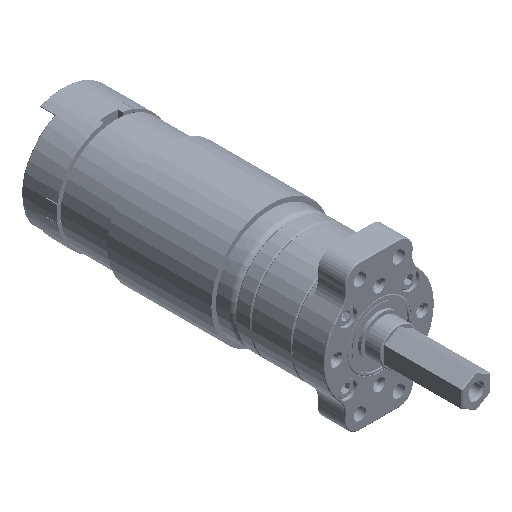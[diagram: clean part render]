
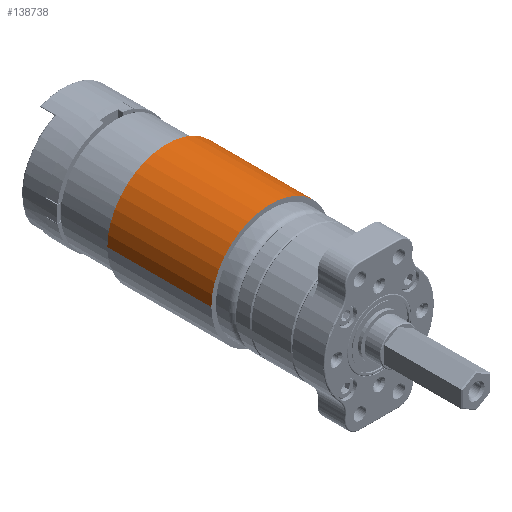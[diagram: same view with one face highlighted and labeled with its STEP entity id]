
A CAD part, isometric view. The second image highlights one B-rep face of the part: STEP entity #138738.
In plain terms, the highlighted cylindrical face has radius 19.5 mm (diameter 39 mm), a partial arc.
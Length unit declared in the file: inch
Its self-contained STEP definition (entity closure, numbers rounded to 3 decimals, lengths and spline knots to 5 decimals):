
#4715 = CARTESIAN_POINT ( 'NONE',  ( 0., 0., 0.62205 ) ) ;
#11246 = CARTESIAN_POINT ( 'NONE',  ( 0.76367, -0.07874, 0. ) ) ;
#23994 = CARTESIAN_POINT ( 'NONE',  ( -0.76772, 0., 1.96063 ) ) ;
#25615 = DIRECTION ( 'NONE',  ( -1., 0., 0. ) ) ;
#51774 = EDGE_CURVE ( 'NONE', #110952, #112331, #126220, .T. ) ;
#51965 = EDGE_CURVE ( 'NONE', #155537, #163101, #159787, .T. ) ;
#52837 = VECTOR ( 'NONE', #157696, 39.37008 ) ;
#62830 = CARTESIAN_POINT ( 'NONE',  ( 0.76367, -0.07874, 0.62205 ) ) ;
#64264 = CARTESIAN_POINT ( 'NONE',  ( -0.76772, 0., -0.2815 ) ) ;
#64957 = CARTESIAN_POINT ( 'NONE',  ( 0., 0., 1.96063 ) ) ;
#81605 = DIRECTION ( 'NONE',  ( -1., 0., 0. ) ) ;
#86480 = AXIS2_PLACEMENT_3D ( 'NONE', #4715, #119637, #161722 ) ;
#105612 = DIRECTION ( 'NONE',  ( 0., 0., -1. ) ) ;
#110952 = VERTEX_POINT ( 'NONE', #168934 ) ;
#112331 = VERTEX_POINT ( 'NONE', #23994 ) ;
#119637 = DIRECTION ( 'NONE',  ( 0., 0., -1. ) ) ;
#119952 = CYLINDRICAL_SURFACE ( 'NONE', #149962, 0.76772 ) ;
#120818 = EDGE_LOOP ( 'NONE', ( #161339, #185028, #143893, #189324 ) ) ;
#123227 = AXIS2_PLACEMENT_3D ( 'NONE', #64957, #142399, #25615 ) ;
#125473 = DIRECTION ( 'NONE',  ( 0., 0., -1. ) ) ;
#126220 = CIRCLE ( 'NONE', #123227, 0.76772 ) ;
#138118 = FACE_OUTER_BOUND ( 'NONE', #120818, .T. ) ;
#138738 = ADVANCED_FACE ( 'NONE', ( #138118 ), #119952, .T. ) ;
#142399 = DIRECTION ( 'NONE',  ( 0., 0., -1. ) ) ;
#143893 = ORIENTED_EDGE ( 'NONE', *, *, #51965, .F. ) ;
#149588 = CARTESIAN_POINT ( 'NONE',  ( 0., 0., -0.2815 ) ) ;
#149962 = AXIS2_PLACEMENT_3D ( 'NONE', #149588, #105612, #81605 ) ;
#155537 = VERTEX_POINT ( 'NONE', #62830 ) ;
#157696 = DIRECTION ( 'NONE',  ( 0., 0., 1. ) ) ;
#159787 = CIRCLE ( 'NONE', #86480, 0.76772 ) ;
#161339 = ORIENTED_EDGE ( 'NONE', *, *, #51774, .T. ) ;
#161722 = DIRECTION ( 'NONE',  ( -1., 0., 0. ) ) ;
#162766 = CARTESIAN_POINT ( 'NONE',  ( -0.76772, 0., 0.62205 ) ) ;
#163101 = VERTEX_POINT ( 'NONE', #162766 ) ;
#167962 = EDGE_CURVE ( 'NONE', #155537, #110952, #172969, .T. ) ;
#168934 = CARTESIAN_POINT ( 'NONE',  ( 0.76367, -0.07874, 1.96063 ) ) ;
#172969 = LINE ( 'NONE', #11246, #52837 ) ;
#177534 = EDGE_CURVE ( 'NONE', #112331, #163101, #180063, .T. ) ;
#180063 = LINE ( 'NONE', #64264, #183484 ) ;
#183484 = VECTOR ( 'NONE', #125473, 39.37008 ) ;
#185028 = ORIENTED_EDGE ( 'NONE', *, *, #177534, .T. ) ;
#189324 = ORIENTED_EDGE ( 'NONE', *, *, #167962, .T. ) ;
